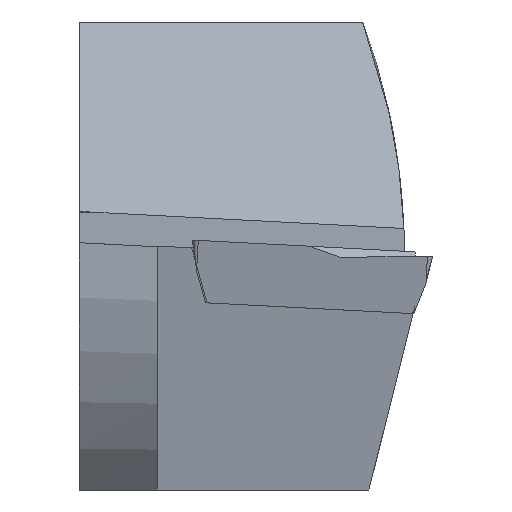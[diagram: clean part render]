
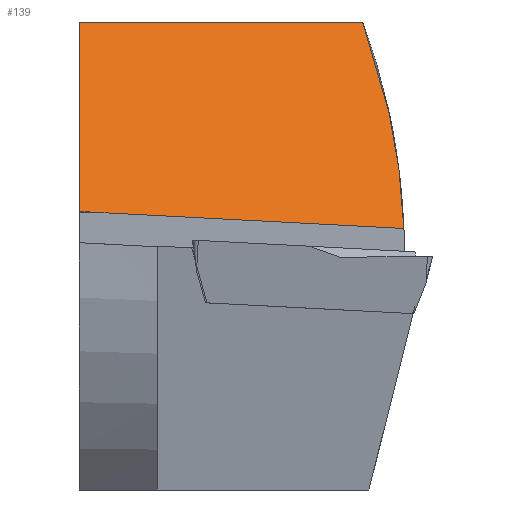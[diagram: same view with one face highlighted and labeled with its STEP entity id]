
A CAD part, left-side view. The second image highlights one B-rep face of the part: STEP entity #139.
In plain terms, the highlighted planar face has unit normal (-0.705, -0.037, 0.708).
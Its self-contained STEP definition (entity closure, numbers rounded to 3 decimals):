
#132=ELLIPSE('',#651,36.871,26.);
#133=ELLIPSE('',#652,334.614,12.4);
#139=ADVANCED_FACE('',(#192),#170,.T.);
#170=PLANE('',#653);
#192=FACE_OUTER_BOUND('',#218,.T.);
#218=EDGE_LOOP('',(#274,#275,#276,#277,#278));
#274=ORIENTED_EDGE('',*,*,#475,.F.);
#275=ORIENTED_EDGE('',*,*,#476,.F.);
#276=ORIENTED_EDGE('',*,*,#477,.T.);
#277=ORIENTED_EDGE('',*,*,#478,.T.);
#278=ORIENTED_EDGE('',*,*,#479,.T.);
#420=VERTEX_POINT('',#888);
#421=VERTEX_POINT('',#889);
#422=VERTEX_POINT('',#891);
#423=VERTEX_POINT('',#893);
#424=VERTEX_POINT('',#895);
#475=EDGE_CURVE('',#420,#421,#132,.T.);
#476=EDGE_CURVE('',#422,#420,#549,.T.);
#477=EDGE_CURVE('',#422,#423,#550,.T.);
#478=EDGE_CURVE('',#423,#424,#133,.T.);
#479=EDGE_CURVE('',#424,#421,#551,.T.);
#549=LINE('',#890,#606);
#550=LINE('',#892,#607);
#551=LINE('',#896,#608);
#606=VECTOR('',#725,1.);
#607=VECTOR('',#726,1.);
#608=VECTOR('',#729,1.);
#651=AXIS2_PLACEMENT_3D('',#887,#723,#724);
#652=AXIS2_PLACEMENT_3D('',#894,#727,#728);
#653=AXIS2_PLACEMENT_3D('',#897,#730,#731);
#723=DIRECTION('',(0.705,0.037,-0.708));
#724=DIRECTION('',(0.709,-0.037,0.704));
#725=DIRECTION('',(0.052,-0.999,0.));
#726=DIRECTION('',(-0.709,0.,-0.706));
#727=DIRECTION('',(-0.705,-0.037,0.708));
#728=DIRECTION('',(-0.026,0.999,0.026));
#729=DIRECTION('',(0.,-0.999,-0.052));
#730=DIRECTION('',(-0.705,-0.037,0.708));
#731=DIRECTION('',(0.709,0.,0.706));
#887=CARTESIAN_POINT('',(7.776,13.5,0.));
#888=CARTESIAN_POINT('',(18.095,-10.893,9.));
#889=CARTESIAN_POINT('',(10.205,-12.478,1.059));
#890=CARTESIAN_POINT('',(17.474,0.918,9.));
#891=CARTESIAN_POINT('',(17.523,0.,9.));
#892=CARTESIAN_POINT('',(26.242,0.,17.684));
#893=CARTESIAN_POINT('',(10.209,0.,1.717));
#894=CARTESIAN_POINT('',(22.49,-266.491,0.));
#895=CARTESIAN_POINT('',(10.205,-0.518,1.685));
#896=CARTESIAN_POINT('',(10.205,2.378,1.837));
#897=CARTESIAN_POINT('',(9.002,-17.532,-0.403));
